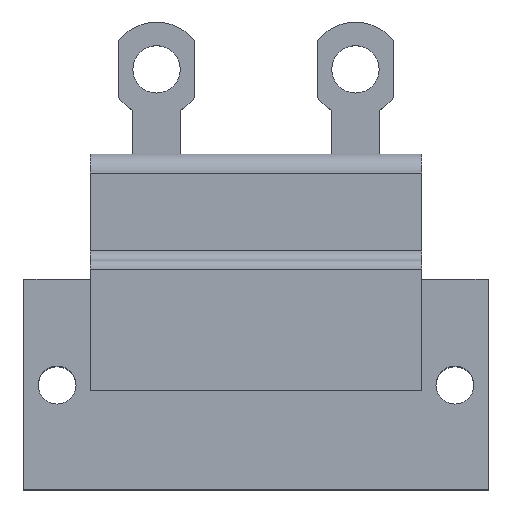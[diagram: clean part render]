
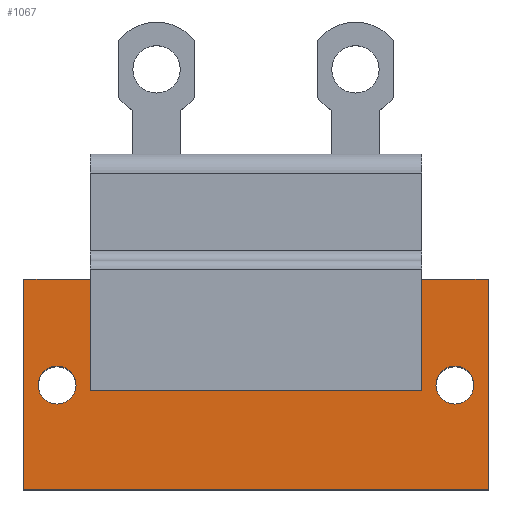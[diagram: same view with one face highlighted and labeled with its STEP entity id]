
A CAD part, top view. The second image highlights one B-rep face of the part: STEP entity #1067.
In plain terms, the highlighted planar face has unit normal (0, 0, 1).
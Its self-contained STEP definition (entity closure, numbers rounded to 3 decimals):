
#972=AXIS2_PLACEMENT_3D('Plane Axis2P3D',#969,#970,#971) ;
#1033=AXIS2_PLACEMENT_3D('Circle Axis2P3D',#1031,#1032,$) ;
#1042=AXIS2_PLACEMENT_3D('Circle Axis2P3D',#1040,#1041,$) ;
#1051=AXIS2_PLACEMENT_3D('Circle Axis2P3D',#1049,#1050,$) ;
#1060=AXIS2_PLACEMENT_3D('Circle Axis2P3D',#1058,#1059,$) ;
#628=CARTESIAN_POINT('Vertex',(24.5,0.,25.2)) ;
#631=CARTESIAN_POINT('Line Origine',(12.25,0.,25.2)) ;
#635=CARTESIAN_POINT('Vertex',(0.,0.,25.2)) ;
#969=CARTESIAN_POINT('Axis2P3D Location',(3.5,5.2,25.2)) ;
#974=CARTESIAN_POINT('Line Origine',(24.5,5.55,25.2)) ;
#978=CARTESIAN_POINT('Vertex',(24.5,11.1,25.2)) ;
#981=CARTESIAN_POINT('Line Origine',(22.75,11.1,25.2)) ;
#985=CARTESIAN_POINT('Vertex',(21.,11.1,25.2)) ;
#988=CARTESIAN_POINT('Line Origine',(21.,8.15,25.2)) ;
#992=CARTESIAN_POINT('Vertex',(21.,5.2,25.2)) ;
#995=CARTESIAN_POINT('Line Origine',(12.25,5.2,25.2)) ;
#999=CARTESIAN_POINT('Vertex',(3.5,5.2,25.2)) ;
#1002=CARTESIAN_POINT('Line Origine',(3.5,8.15,25.2)) ;
#1006=CARTESIAN_POINT('Vertex',(3.5,11.1,25.2)) ;
#1009=CARTESIAN_POINT('Line Origine',(1.75,11.1,25.2)) ;
#1013=CARTESIAN_POINT('Vertex',(0.,11.1,25.2)) ;
#1016=CARTESIAN_POINT('Line Origine',(0.,5.55,25.2)) ;
#1031=CARTESIAN_POINT('Axis2P3D Location',(22.75,5.5,25.2)) ;
#1035=CARTESIAN_POINT('Vertex',(21.75,5.5,25.2)) ;
#1037=CARTESIAN_POINT('Vertex',(23.75,5.5,25.2)) ;
#1040=CARTESIAN_POINT('Axis2P3D Location',(22.75,5.5,25.2)) ;
#1049=CARTESIAN_POINT('Axis2P3D Location',(1.75,5.5,25.2)) ;
#1053=CARTESIAN_POINT('Vertex',(2.75,5.5,25.2)) ;
#1055=CARTESIAN_POINT('Vertex',(0.75,5.5,25.2)) ;
#1058=CARTESIAN_POINT('Axis2P3D Location',(1.75,5.5,25.2)) ;
#632=DIRECTION('Vector Direction',(1.,0.,0.)) ;
#970=DIRECTION('Axis2P3D Direction',(-0.,0.,1.)) ;
#971=DIRECTION('Axis2P3D XDirection',(0.,-1.,0.)) ;
#975=DIRECTION('Vector Direction',(0.,-1.,0.)) ;
#982=DIRECTION('Vector Direction',(1.,0.,0.)) ;
#989=DIRECTION('Vector Direction',(0.,-1.,0.)) ;
#996=DIRECTION('Vector Direction',(1.,0.,0.)) ;
#1003=DIRECTION('Vector Direction',(0.,-1.,0.)) ;
#1010=DIRECTION('Vector Direction',(1.,0.,0.)) ;
#1017=DIRECTION('Vector Direction',(0.,-1.,0.)) ;
#1032=DIRECTION('Axis2P3D Direction',(-0.,0.,1.)) ;
#1041=DIRECTION('Axis2P3D Direction',(-0.,0.,1.)) ;
#1050=DIRECTION('Axis2P3D Direction',(-0.,0.,1.)) ;
#1059=DIRECTION('Axis2P3D Direction',(-0.,0.,1.)) ;
#633=VECTOR('Line Direction',#632,1.) ;
#976=VECTOR('Line Direction',#975,1.) ;
#983=VECTOR('Line Direction',#982,1.) ;
#990=VECTOR('Line Direction',#989,1.) ;
#997=VECTOR('Line Direction',#996,1.) ;
#1004=VECTOR('Line Direction',#1003,1.) ;
#1011=VECTOR('Line Direction',#1010,1.) ;
#1018=VECTOR('Line Direction',#1017,1.) ;
#1022=ORIENTED_EDGE('',*,*,#980,.T.) ;
#1023=ORIENTED_EDGE('',*,*,#987,.T.) ;
#1024=ORIENTED_EDGE('',*,*,#994,.F.) ;
#1025=ORIENTED_EDGE('',*,*,#1001,.F.) ;
#1026=ORIENTED_EDGE('',*,*,#1008,.T.) ;
#1027=ORIENTED_EDGE('',*,*,#1015,.F.) ;
#1028=ORIENTED_EDGE('',*,*,#1020,.F.) ;
#1029=ORIENTED_EDGE('',*,*,#637,.T.) ;
#1046=ORIENTED_EDGE('',*,*,#1039,.T.) ;
#1047=ORIENTED_EDGE('',*,*,#1044,.T.) ;
#1064=ORIENTED_EDGE('',*,*,#1057,.F.) ;
#1065=ORIENTED_EDGE('',*,*,#1062,.F.) ;
#1048=FACE_BOUND('',#1045,.T.) ;
#1066=FACE_BOUND('',#1063,.T.) ;
#1067=ADVANCED_FACE('Housing',(#1030,#1048,#1066),#973,.T.) ;
#1034=CIRCLE('generated circle',#1033,1.) ;
#1043=CIRCLE('generated circle',#1042,1.) ;
#1052=CIRCLE('generated circle',#1051,1.) ;
#1061=CIRCLE('generated circle',#1060,1.) ;
#637=EDGE_CURVE('',#636,#629,#634,.T.) ;
#980=EDGE_CURVE('',#629,#979,#977,.F.) ;
#987=EDGE_CURVE('',#979,#986,#984,.F.) ;
#994=EDGE_CURVE('',#993,#986,#991,.F.) ;
#1001=EDGE_CURVE('',#1000,#993,#998,.T.) ;
#1008=EDGE_CURVE('',#1000,#1007,#1005,.F.) ;
#1015=EDGE_CURVE('',#1014,#1007,#1012,.T.) ;
#1020=EDGE_CURVE('',#636,#1014,#1019,.F.) ;
#1039=EDGE_CURVE('',#1036,#1038,#1034,.F.) ;
#1044=EDGE_CURVE('',#1038,#1036,#1043,.F.) ;
#1057=EDGE_CURVE('',#1054,#1056,#1052,.T.) ;
#1062=EDGE_CURVE('',#1056,#1054,#1061,.T.) ;
#1021=EDGE_LOOP('',(#1022,#1023,#1024,#1025,#1026,#1027,#1028,#1029)) ;
#1045=EDGE_LOOP('',(#1046,#1047)) ;
#1063=EDGE_LOOP('',(#1064,#1065)) ;
#1030=FACE_OUTER_BOUND('',#1021,.T.) ;
#634=LINE('Line',#631,#633) ;
#977=LINE('Line',#974,#976) ;
#984=LINE('Line',#981,#983) ;
#991=LINE('Line',#988,#990) ;
#998=LINE('Line',#995,#997) ;
#1005=LINE('Line',#1002,#1004) ;
#1012=LINE('Line',#1009,#1011) ;
#1019=LINE('Line',#1016,#1018) ;
#973=PLANE('',#972) ;
#629=VERTEX_POINT('',#628) ;
#636=VERTEX_POINT('',#635) ;
#979=VERTEX_POINT('',#978) ;
#986=VERTEX_POINT('',#985) ;
#993=VERTEX_POINT('',#992) ;
#1000=VERTEX_POINT('',#999) ;
#1007=VERTEX_POINT('',#1006) ;
#1014=VERTEX_POINT('',#1013) ;
#1036=VERTEX_POINT('',#1035) ;
#1038=VERTEX_POINT('',#1037) ;
#1054=VERTEX_POINT('',#1053) ;
#1056=VERTEX_POINT('',#1055) ;
